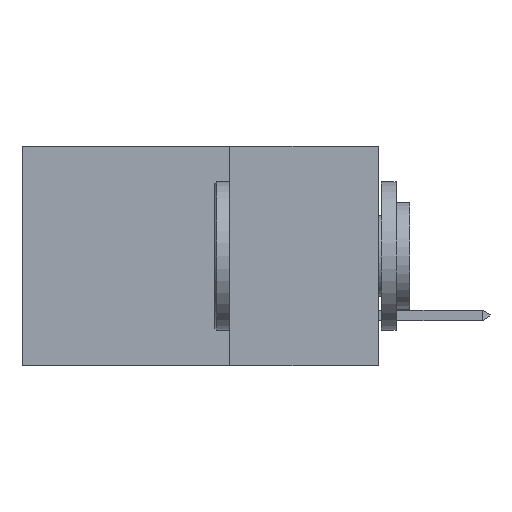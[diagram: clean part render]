
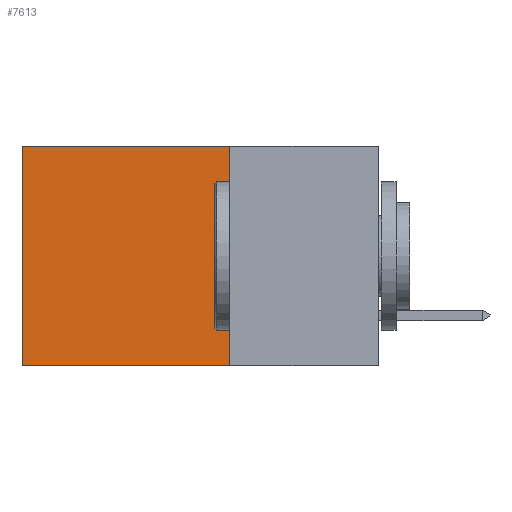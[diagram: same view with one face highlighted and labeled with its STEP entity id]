
A CAD part, left-side view. The second image highlights one B-rep face of the part: STEP entity #7613.
In plain terms, the highlighted planar face has unit normal (-1, 0, 0).
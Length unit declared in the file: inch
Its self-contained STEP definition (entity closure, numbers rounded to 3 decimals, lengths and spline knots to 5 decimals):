
#654 = VERTEX_POINT ( 'NONE', #16850 ) ;
#672 = VECTOR ( 'NONE', #780, 39.37008 ) ;
#780 = DIRECTION ( 'NONE',  ( 0., 0., -1. ) ) ;
#1338 = DIRECTION ( 'NONE',  ( 0., 1., 0. ) ) ;
#1906 = ORIENTED_EDGE ( 'NONE', *, *, #13494, .F. ) ;
#1984 = DIRECTION ( 'NONE',  ( 0., 1., 0. ) ) ;
#2137 = CARTESIAN_POINT ( 'NONE',  ( 0.298, 0.6, 0. ) ) ;
#2264 = PLANE ( 'NONE',  #10830 ) ;
#2389 = CARTESIAN_POINT ( 'NONE',  ( 0.298, 0.25, 0. ) ) ;
#3503 = EDGE_CURVE ( 'NONE', #7412, #18636, #17404, .T. ) ;
#3719 = EDGE_CURVE ( 'NONE', #17925, #654, #9579, .T. ) ;
#4254 = CARTESIAN_POINT ( 'NONE',  ( 0.298, 0.25, 0. ) ) ;
#5073 = CARTESIAN_POINT ( 'NONE',  ( 0.298, 0.25, 0. ) ) ;
#5324 = CARTESIAN_POINT ( 'NONE',  ( 0.298, 0.25, -0.37 ) ) ;
#5659 = VECTOR ( 'NONE', #1984, 39.37008 ) ;
#7412 = VERTEX_POINT ( 'NONE', #5073 ) ;
#7518 = EDGE_LOOP ( 'NONE', ( #12990, #8621, #1906, #15439 ) ) ;
#7613 = ADVANCED_FACE ( 'NONE', ( #10671 ), #2264, .F. ) ;
#8550 = DIRECTION ( 'NONE',  ( 0., 0., -1. ) ) ;
#8601 = CARTESIAN_POINT ( 'NONE',  ( 0.298, 0.25, 0. ) ) ;
#8621 = ORIENTED_EDGE ( 'NONE', *, *, #3719, .F. ) ;
#9001 = LINE ( 'NONE', #10979, #672 ) ;
#9579 = LINE ( 'NONE', #12175, #5659 ) ;
#10671 = FACE_OUTER_BOUND ( 'NONE', #7518, .T. ) ;
#10830 = AXIS2_PLACEMENT_3D ( 'NONE', #2389, #11558, #8550 ) ;
#10979 = CARTESIAN_POINT ( 'NONE',  ( 0.298, 0.6, 0. ) ) ;
#11558 = DIRECTION ( 'NONE',  ( 1., 0., 0. ) ) ;
#12175 = CARTESIAN_POINT ( 'NONE',  ( 0.298, 0.25, -0.37 ) ) ;
#12990 = ORIENTED_EDGE ( 'NONE', *, *, #16306, .T. ) ;
#13282 = VECTOR ( 'NONE', #1338, 39.37008 ) ;
#13494 = EDGE_CURVE ( 'NONE', #7412, #17925, #18989, .T. ) ;
#15439 = ORIENTED_EDGE ( 'NONE', *, *, #3503, .T. ) ;
#16243 = VECTOR ( 'NONE', #17451, 39.37008 ) ;
#16306 = EDGE_CURVE ( 'NONE', #18636, #654, #9001, .T. ) ;
#16850 = CARTESIAN_POINT ( 'NONE',  ( 0.298, 0.6, -0.37 ) ) ;
#17404 = LINE ( 'NONE', #4254, #13282 ) ;
#17451 = DIRECTION ( 'NONE',  ( 0., 0., -1. ) ) ;
#17925 = VERTEX_POINT ( 'NONE', #5324 ) ;
#18636 = VERTEX_POINT ( 'NONE', #2137 ) ;
#18989 = LINE ( 'NONE', #8601, #16243 ) ;
